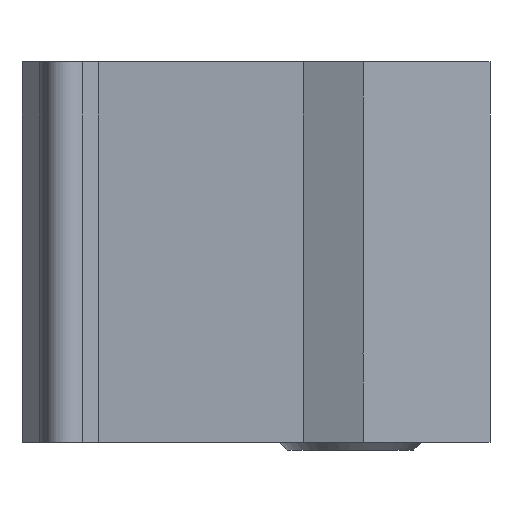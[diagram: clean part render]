
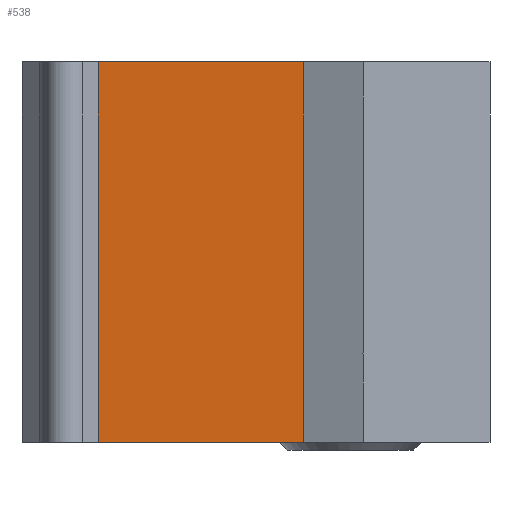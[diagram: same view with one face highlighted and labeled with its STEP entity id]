
A CAD part, front view. The second image highlights one B-rep face of the part: STEP entity #538.
In plain terms, the highlighted planar face has unit normal (0.81, -0.587, 0).
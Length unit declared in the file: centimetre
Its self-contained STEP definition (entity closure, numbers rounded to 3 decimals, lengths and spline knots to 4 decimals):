
#60=FACE_OUTER_BOUND('',#89,.T.);
#89=EDGE_LOOP('',(#379,#380,#381,#382));
#136=LINE('',#787,#192);
#137=LINE('',#789,#193);
#138=LINE('',#791,#194);
#139=LINE('',#792,#195);
#192=VECTOR('',#635,100.);
#193=VECTOR('',#636,100.);
#194=VECTOR('',#637,100.);
#195=VECTOR('',#638,100.);
#249=VERTEX_POINT('',#785);
#250=VERTEX_POINT('',#786);
#251=VERTEX_POINT('',#788);
#252=VERTEX_POINT('',#790);
#302=EDGE_CURVE('',#249,#250,#136,.T.);
#303=EDGE_CURVE('',#251,#249,#137,.T.);
#304=EDGE_CURVE('',#251,#252,#138,.T.);
#305=EDGE_CURVE('',#252,#250,#139,.T.);
#379=ORIENTED_EDGE('',*,*,#302,.F.);
#380=ORIENTED_EDGE('',*,*,#303,.F.);
#381=ORIENTED_EDGE('',*,*,#304,.T.);
#382=ORIENTED_EDGE('',*,*,#305,.T.);
#518=PLANE('',#571);
#538=ADVANCED_FACE('',(#60),#518,.T.);
#571=AXIS2_PLACEMENT_3D('',#784,#633,#634);
#633=DIRECTION('center_axis',(0.81,-0.587,0.));
#634=DIRECTION('ref_axis',(0.,0.,1.));
#635=DIRECTION('',(0.,0.,-1.));
#636=DIRECTION('',(0.587,0.81,0.));
#637=DIRECTION('',(0.,0.,-1.));
#638=DIRECTION('',(0.587,0.81,0.));
#784=CARTESIAN_POINT('Origin',(-0.9491,-2.3426,-0.7755));
#785=CARTESIAN_POINT('',(-0.9491,-2.3426,-0.4005));
#786=CARTESIAN_POINT('',(-0.9491,-2.3426,-1.9005));
#787=CARTESIAN_POINT('',(-0.9491,-2.3426,-0.7755));
#788=CARTESIAN_POINT('',(-1.7571,-3.4572,-0.4005));
#789=CARTESIAN_POINT('',(-0.9545,-2.35,-0.4005));
#790=CARTESIAN_POINT('',(-1.7571,-3.4572,-1.9005));
#791=CARTESIAN_POINT('',(-1.7571,-3.4572,-0.588));
#792=CARTESIAN_POINT('',(-0.9545,-2.35,-1.9005));
